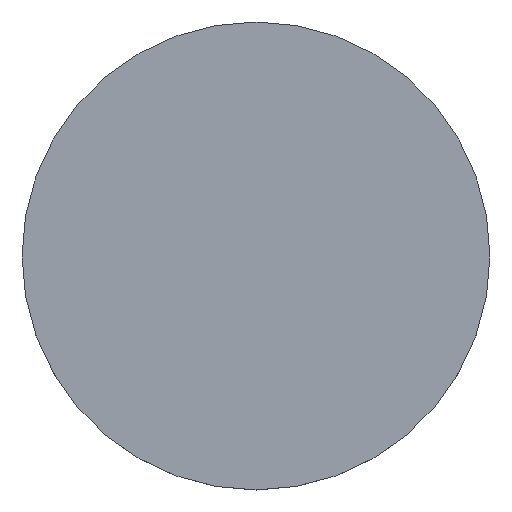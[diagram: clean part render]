
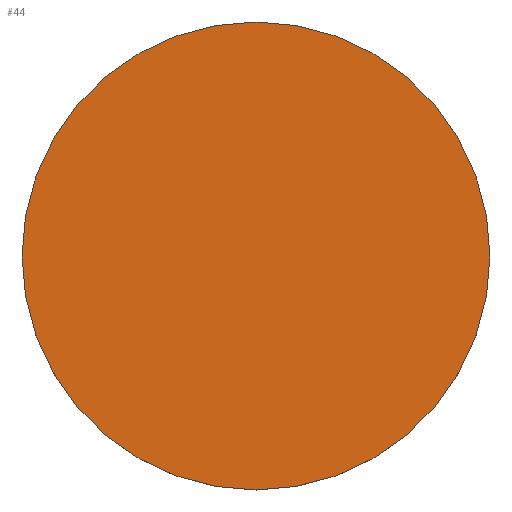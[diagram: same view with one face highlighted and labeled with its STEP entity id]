
A CAD part, top view. The second image highlights one B-rep face of the part: STEP entity #44.
In plain terms, the highlighted planar face has unit normal (0, 0, 1).
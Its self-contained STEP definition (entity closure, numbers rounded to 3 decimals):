
#8 = DIRECTION ( 'NONE',  ( 1., 0., 0. ) ) ;
#15 = AXIS2_PLACEMENT_3D ( 'NONE', #209, #26, #8 ) ;
#16 = ORIENTED_EDGE ( 'NONE', *, *, #21, .F. ) ;
#21 = EDGE_CURVE ( 'NONE', #68, #38, #132, .T. ) ;
#26 = DIRECTION ( 'NONE',  ( 0., 0., 1. ) ) ;
#33 = CARTESIAN_POINT ( 'NONE',  ( 19.05, 0., 7.3 ) ) ;
#38 = VERTEX_POINT ( 'NONE', #54 ) ;
#44 = ADVANCED_FACE ( 'NONE', ( #123 ), #86, .T. ) ;
#53 = CARTESIAN_POINT ( 'NONE',  ( 0., 0., 7.3 ) ) ;
#54 = CARTESIAN_POINT ( 'NONE',  ( -19.05, 0., 7.3 ) ) ;
#59 = AXIS2_PLACEMENT_3D ( 'NONE', #226, #159, #205 ) ;
#68 = VERTEX_POINT ( 'NONE', #33 ) ;
#74 = DIRECTION ( 'NONE',  ( 1., 0., 0. ) ) ;
#86 = PLANE ( 'NONE',  #15 ) ;
#87 = AXIS2_PLACEMENT_3D ( 'NONE', #53, #110, #74 ) ;
#100 = ORIENTED_EDGE ( 'NONE', *, *, #198, .F. ) ;
#108 = CIRCLE ( 'NONE', #87, 19.05 ) ;
#110 = DIRECTION ( 'NONE',  ( 0., 0., -1. ) ) ;
#123 = FACE_OUTER_BOUND ( 'NONE', #204, .T. ) ;
#132 = CIRCLE ( 'NONE', #59, 19.05 ) ;
#159 = DIRECTION ( 'NONE',  ( 0., 0., -1. ) ) ;
#198 = EDGE_CURVE ( 'NONE', #38, #68, #108, .T. ) ;
#204 = EDGE_LOOP ( 'NONE', ( #16, #100 ) ) ;
#205 = DIRECTION ( 'NONE',  ( 1., 0., 0. ) ) ;
#209 = CARTESIAN_POINT ( 'NONE',  ( 0., 39.066, 7.3 ) ) ;
#226 = CARTESIAN_POINT ( 'NONE',  ( 0., 0., 7.3 ) ) ;
